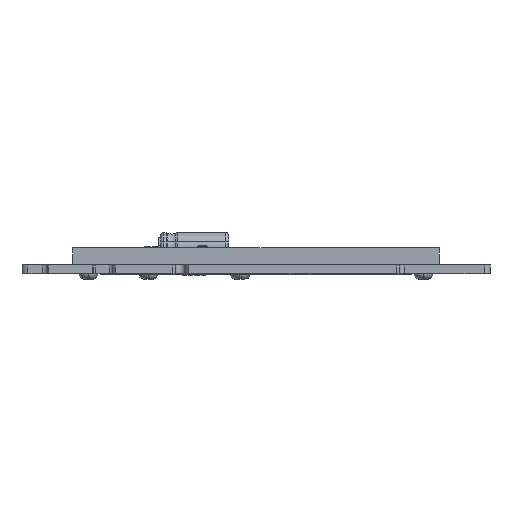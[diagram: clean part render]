
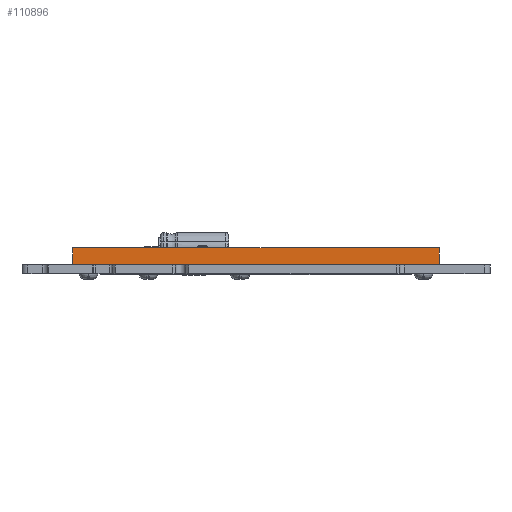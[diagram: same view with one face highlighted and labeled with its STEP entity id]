
A CAD part, front view. The second image highlights one B-rep face of the part: STEP entity #110896.
In plain terms, the highlighted face is planar.
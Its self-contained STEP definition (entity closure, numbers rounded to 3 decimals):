
#110863 = VERTEX_POINT('',#110864);
#110864 = CARTESIAN_POINT('',(0.,0.,-5.6));
#110870 = EDGE_CURVE('',#110871,#110863,#110873,.T.);
#110871 = VERTEX_POINT('',#110872);
#110872 = CARTESIAN_POINT('',(0.,3.,-5.6));
#110873 = LINE('',#110874,#110875);
#110874 = CARTESIAN_POINT('',(0.,3.,-5.6));
#110875 = VECTOR('',#110876,1.);
#110876 = DIRECTION('',(0.,-1.,0.));
#110896 = ADVANCED_FACE('',(#110897),#110922,.F.);
#110897 = FACE_BOUND('',#110898,.T.);
#110898 = EDGE_LOOP('',(#110899,#110907,#110915,#110921));
#110899 = ORIENTED_EDGE('',*,*,#110900,.T.);
#110900 = EDGE_CURVE('',#110863,#110901,#110903,.T.);
#110901 = VERTEX_POINT('',#110902);
#110902 = CARTESIAN_POINT('',(-65.5,0.,-5.6));
#110903 = LINE('',#110904,#110905);
#110904 = CARTESIAN_POINT('',(0.,0.,-5.6));
#110905 = VECTOR('',#110906,1.);
#110906 = DIRECTION('',(-1.,0.,0.));
#110907 = ORIENTED_EDGE('',*,*,#110908,.F.);
#110908 = EDGE_CURVE('',#110909,#110901,#110911,.T.);
#110909 = VERTEX_POINT('',#110910);
#110910 = CARTESIAN_POINT('',(-65.5,3.,-5.6));
#110911 = LINE('',#110912,#110913);
#110912 = CARTESIAN_POINT('',(-65.5,3.,-5.6));
#110913 = VECTOR('',#110914,1.);
#110914 = DIRECTION('',(0.,-1.,0.));
#110915 = ORIENTED_EDGE('',*,*,#110916,.F.);
#110916 = EDGE_CURVE('',#110871,#110909,#110917,.T.);
#110917 = LINE('',#110918,#110919);
#110918 = CARTESIAN_POINT('',(0.,3.,-5.6));
#110919 = VECTOR('',#110920,1.);
#110920 = DIRECTION('',(-1.,0.,0.));
#110921 = ORIENTED_EDGE('',*,*,#110870,.T.);
#110922 = PLANE('',#110923);
#110923 = AXIS2_PLACEMENT_3D('',#110924,#110925,#110926);
#110924 = CARTESIAN_POINT('',(0.,3.,-5.6));
#110925 = DIRECTION('',(0.,0.,1.));
#110926 = DIRECTION('',(1.,0.,0.));
